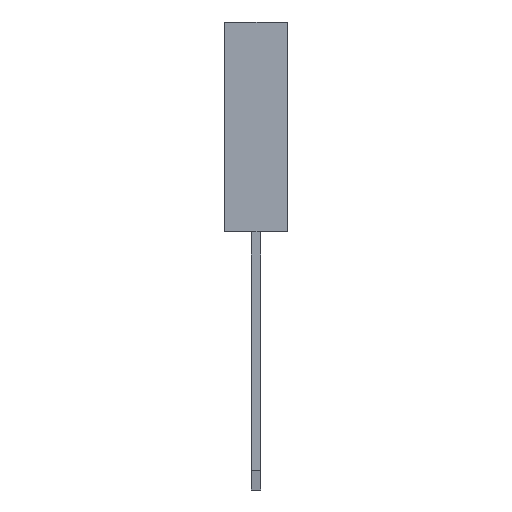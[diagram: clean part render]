
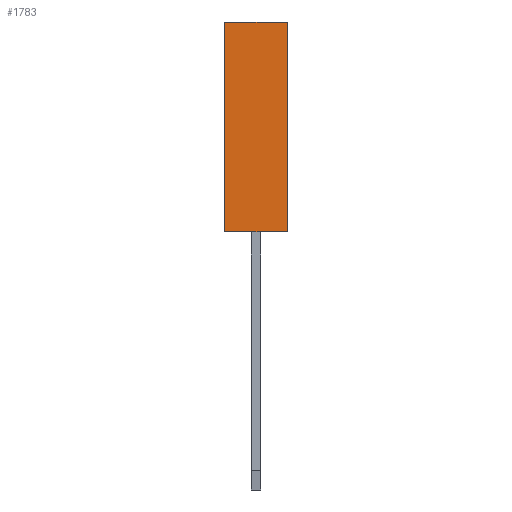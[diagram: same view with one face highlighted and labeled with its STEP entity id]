
A CAD part, left-side view. The second image highlights one B-rep face of the part: STEP entity #1783.
In plain terms, the highlighted planar face has unit normal (-1, 0, 0).
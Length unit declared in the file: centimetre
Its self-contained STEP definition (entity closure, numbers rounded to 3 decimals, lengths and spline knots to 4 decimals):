
#129 = CARTESIAN_POINT ( 'NONE',  ( -0.127, 0., 0.85 ) ) ;
#199 = LINE ( 'NONE', #807, #1825 ) ;
#221 = DIRECTION ( 'NONE',  ( -1., 0., 0. ) ) ;
#405 = VERTEX_POINT ( 'NONE', #1552 ) ;
#412 = VERTEX_POINT ( 'NONE', #812 ) ;
#572 = VECTOR ( 'NONE', #1259, 100. ) ;
#582 = PLANE ( 'NONE',  #1836 ) ;
#770 = ORIENTED_EDGE ( 'NONE', *, *, #1628, .T. ) ;
#789 = FACE_OUTER_BOUND ( 'NONE', #1958, .T. ) ;
#797 = DIRECTION ( 'NONE',  ( 0., 0., 1. ) ) ;
#807 = CARTESIAN_POINT ( 'NONE',  ( -0.127, 0., 0. ) ) ;
#812 = CARTESIAN_POINT ( 'NONE',  ( -0.127, 0.127, 0.85 ) ) ;
#921 = VECTOR ( 'NONE', #797, 100. ) ;
#935 = ORIENTED_EDGE ( 'NONE', *, *, #2031, .T. ) ;
#1004 = VECTOR ( 'NONE', #1250, 100. ) ;
#1014 = EDGE_CURVE ( 'NONE', #412, #405, #1371, .T. ) ;
#1166 = CARTESIAN_POINT ( 'NONE',  ( -0.127, -0.127, 0. ) ) ;
#1249 = CARTESIAN_POINT ( 'NONE',  ( -0.127, 0., 0.85 ) ) ;
#1250 = DIRECTION ( 'NONE',  ( 0., 0., -1. ) ) ;
#1259 = DIRECTION ( 'NONE',  ( 0., 1., 0. ) ) ;
#1366 = DIRECTION ( 'NONE',  ( 0., 0., 1. ) ) ;
#1371 = LINE ( 'NONE', #1626, #1004 ) ;
#1397 = EDGE_CURVE ( 'NONE', #405, #1688, #199, .T. ) ;
#1552 = CARTESIAN_POINT ( 'NONE',  ( -0.127, 0.127, 0. ) ) ;
#1626 = CARTESIAN_POINT ( 'NONE',  ( -0.127, 0.127, 0.85 ) ) ;
#1628 = EDGE_CURVE ( 'NONE', #1669, #412, #1690, .T. ) ;
#1669 = VERTEX_POINT ( 'NONE', #1953 ) ;
#1686 = ORIENTED_EDGE ( 'NONE', *, *, #1397, .T. ) ;
#1688 = VERTEX_POINT ( 'NONE', #1166 ) ;
#1690 = LINE ( 'NONE', #1249, #572 ) ;
#1753 = CARTESIAN_POINT ( 'NONE',  ( -0.127, -0.127, 0.85 ) ) ;
#1783 = ADVANCED_FACE ( 'NONE', ( #789 ), #582, .T. ) ;
#1788 = LINE ( 'NONE', #1753, #921 ) ;
#1825 = VECTOR ( 'NONE', #2083, 100. ) ;
#1836 = AXIS2_PLACEMENT_3D ( 'NONE', #129, #221, #1366 ) ;
#1953 = CARTESIAN_POINT ( 'NONE',  ( -0.127, -0.127, 0.85 ) ) ;
#1958 = EDGE_LOOP ( 'NONE', ( #770, #2024, #1686, #935 ) ) ;
#2024 = ORIENTED_EDGE ( 'NONE', *, *, #1014, .T. ) ;
#2031 = EDGE_CURVE ( 'NONE', #1688, #1669, #1788, .T. ) ;
#2083 = DIRECTION ( 'NONE',  ( 0., -1., 0. ) ) ;
